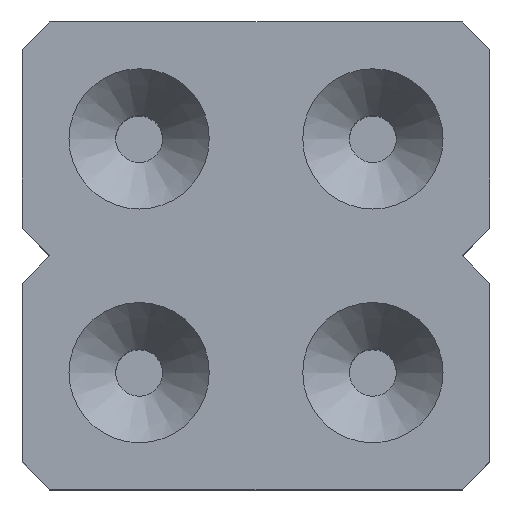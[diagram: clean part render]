
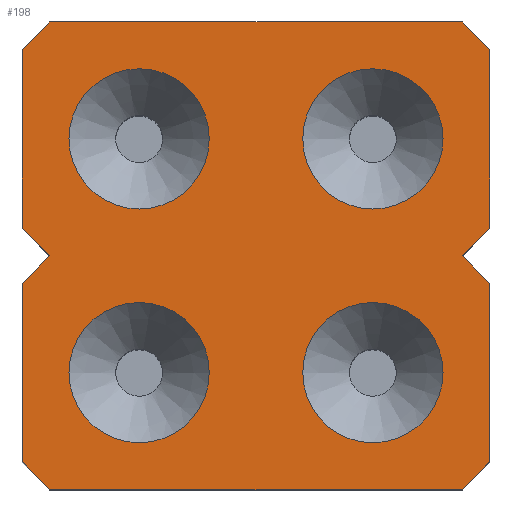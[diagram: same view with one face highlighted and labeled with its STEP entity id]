
A CAD part, top view. The second image highlights one B-rep face of the part: STEP entity #198.
In plain terms, the highlighted planar face has unit normal (0, 0, 1).
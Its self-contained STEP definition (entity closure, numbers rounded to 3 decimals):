
#13=DIRECTION('',(0.,0.,1.));
#24=VERTEX_POINT('',#25);
#25=CARTESIAN_POINT('',(-0.97,-3.81,4.2));
#28=ORIENTED_EDGE('',*,*,#29,.T.);
#29=EDGE_CURVE('',#24,#30,#32,.T.);
#30=VERTEX_POINT('',#31);
#31=CARTESIAN_POINT('',(-1.27,-3.51,4.2));
#32=LINE('',#25,#33);
#33=VECTOR('',#34,1.);
#34=DIRECTION('',(-0.707,0.707,0.));
#45=DIRECTION('',(-0.707,-0.707,0.));
#53=VERTEX_POINT('',#54);
#54=CARTESIAN_POINT('',(3.51,-3.81,4.2));
#56=ORIENTED_EDGE('',*,*,#57,.T.);
#57=EDGE_CURVE('',#53,#24,#58,.T.);
#58=LINE('',#54,#59);
#59=VECTOR('',#60,1.);
#60=DIRECTION('',(-1.,0.,0.));
#72=ORIENTED_EDGE('',*,*,#73,.T.);
#73=EDGE_CURVE('',#30,#74,#76,.T.);
#74=VERTEX_POINT('',#75);
#75=CARTESIAN_POINT('',(-1.27,-1.57,4.2));
#76=LINE('',#31,#77);
#77=VECTOR('',#78,1.);
#78=DIRECTION('',(0.,1.,0.));
#89=DIRECTION('',(-1.,0.,0.));
#100=VECTOR('',#101,1.);
#101=DIRECTION('',(0.707,0.707,0.));
#122=VECTOR('',#123,1.);
#123=DIRECTION('',(1.,0.,0.));
#129=VECTOR('',#130,1.);
#130=DIRECTION('',(0.707,-0.707,0.));
#136=VECTOR('',#137,1.);
#137=DIRECTION('',(0.,-1.,0.));
#143=VECTOR('',#45,1.);
#197=DIRECTION('',(-0.,-0.,-1.));
#198=ADVANCED_FACE('',(#199,#254,#267,#280,#293),#306,.F.);
#199=FACE_BOUND('',#200,.F.);
#200=EDGE_LOOP('',(#28,#72,#201,#206,#211,#216,#221,#226,#231,#236,#241,#246,#251,#56));
#201=ORIENTED_EDGE('',*,*,#202,.T.);
#202=EDGE_CURVE('',#74,#203,#205,.T.);
#203=VERTEX_POINT('',#204);
#204=CARTESIAN_POINT('',(-0.97,-1.27,4.2));
#205=LINE('',#75,#100);
#206=ORIENTED_EDGE('',*,*,#207,.T.);
#207=EDGE_CURVE('',#203,#208,#210,.T.);
#208=VERTEX_POINT('',#209);
#209=CARTESIAN_POINT('',(-1.27,-0.97,4.2));
#210=LINE('',#204,#33);
#211=ORIENTED_EDGE('',*,*,#212,.T.);
#212=EDGE_CURVE('',#208,#213,#215,.T.);
#213=VERTEX_POINT('',#214);
#214=CARTESIAN_POINT('',(-1.27,0.97,4.2));
#215=LINE('',#209,#77);
#216=ORIENTED_EDGE('',*,*,#217,.T.);
#217=EDGE_CURVE('',#213,#218,#220,.T.);
#218=VERTEX_POINT('',#219);
#219=CARTESIAN_POINT('',(-0.97,1.27,4.2));
#220=LINE('',#214,#100);
#221=ORIENTED_EDGE('',*,*,#222,.T.);
#222=EDGE_CURVE('',#218,#223,#225,.T.);
#223=VERTEX_POINT('',#224);
#224=CARTESIAN_POINT('',(3.51,1.27,4.2));
#225=LINE('',#219,#122);
#226=ORIENTED_EDGE('',*,*,#227,.T.);
#227=EDGE_CURVE('',#223,#228,#230,.T.);
#228=VERTEX_POINT('',#229);
#229=CARTESIAN_POINT('',(3.81,0.97,4.2));
#230=LINE('',#224,#129);
#231=ORIENTED_EDGE('',*,*,#232,.T.);
#232=EDGE_CURVE('',#228,#233,#235,.T.);
#233=VERTEX_POINT('',#234);
#234=CARTESIAN_POINT('',(3.81,-0.97,4.2));
#235=LINE('',#229,#136);
#236=ORIENTED_EDGE('',*,*,#237,.T.);
#237=EDGE_CURVE('',#233,#238,#240,.T.);
#238=VERTEX_POINT('',#239);
#239=CARTESIAN_POINT('',(3.51,-1.27,4.2));
#240=LINE('',#234,#143);
#241=ORIENTED_EDGE('',*,*,#242,.T.);
#242=EDGE_CURVE('',#238,#243,#245,.T.);
#243=VERTEX_POINT('',#244);
#244=CARTESIAN_POINT('',(3.81,-1.57,4.2));
#245=LINE('',#239,#129);
#246=ORIENTED_EDGE('',*,*,#247,.T.);
#247=EDGE_CURVE('',#243,#248,#250,.T.);
#248=VERTEX_POINT('',#249);
#249=CARTESIAN_POINT('',(3.81,-3.51,4.2));
#250=LINE('',#244,#136);
#251=ORIENTED_EDGE('',*,*,#252,.T.);
#252=EDGE_CURVE('',#248,#53,#253,.T.);
#253=LINE('',#249,#143);
#254=FACE_BOUND('',#255,.F.);
#255=EDGE_LOOP('',(#256,#265));
#256=ORIENTED_EDGE('',*,*,#257,.T.);
#257=EDGE_CURVE('',#258,#260,#262,.T.);
#258=VERTEX_POINT('',#259);
#259=CARTESIAN_POINT('',(3.302,-2.54,4.2));
#260=VERTEX_POINT('',#261);
#261=CARTESIAN_POINT('',(1.778,-2.54,4.2));
#262=CIRCLE('',#263,0.762);
#263=AXIS2_PLACEMENT_3D('',#264,#13,#123);
#264=CARTESIAN_POINT('',(2.54,-2.54,4.2));
#265=ORIENTED_EDGE('',*,*,#266,.T.);
#266=EDGE_CURVE('',#260,#258,#262,.T.);
#267=FACE_BOUND('',#268,.F.);
#268=EDGE_LOOP('',(#269,#278));
#269=ORIENTED_EDGE('',*,*,#270,.T.);
#270=EDGE_CURVE('',#271,#273,#275,.T.);
#271=VERTEX_POINT('',#272);
#272=CARTESIAN_POINT('',(0.762,-2.54,4.2));
#273=VERTEX_POINT('',#274);
#274=CARTESIAN_POINT('',(-0.762,-2.54,4.2));
#275=CIRCLE('',#276,0.762);
#276=AXIS2_PLACEMENT_3D('',#277,#13,#123);
#277=CARTESIAN_POINT('',(0.,-2.54,4.2));
#278=ORIENTED_EDGE('',*,*,#279,.T.);
#279=EDGE_CURVE('',#273,#271,#275,.T.);
#280=FACE_BOUND('',#281,.F.);
#281=EDGE_LOOP('',(#282,#291));
#282=ORIENTED_EDGE('',*,*,#283,.T.);
#283=EDGE_CURVE('',#284,#286,#288,.T.);
#284=VERTEX_POINT('',#285);
#285=CARTESIAN_POINT('',(3.302,0.,4.2));
#286=VERTEX_POINT('',#287);
#287=CARTESIAN_POINT('',(1.778,0.,4.2));
#288=CIRCLE('',#289,0.762);
#289=AXIS2_PLACEMENT_3D('',#290,#13,#123);
#290=CARTESIAN_POINT('',(2.54,0.,4.2));
#291=ORIENTED_EDGE('',*,*,#292,.T.);
#292=EDGE_CURVE('',#286,#284,#288,.T.);
#293=FACE_BOUND('',#294,.F.);
#294=EDGE_LOOP('',(#295,#304));
#295=ORIENTED_EDGE('',*,*,#296,.T.);
#296=EDGE_CURVE('',#297,#299,#301,.T.);
#297=VERTEX_POINT('',#298);
#298=CARTESIAN_POINT('',(0.762,0.,4.2));
#299=VERTEX_POINT('',#300);
#300=CARTESIAN_POINT('',(-0.762,0.,4.2));
#301=CIRCLE('',#302,0.762);
#302=AXIS2_PLACEMENT_3D('',#303,#13,#123);
#303=CARTESIAN_POINT('',(0.,0.,4.2));
#304=ORIENTED_EDGE('',*,*,#305,.T.);
#305=EDGE_CURVE('',#299,#297,#301,.T.);
#306=PLANE('',#307);
#307=AXIS2_PLACEMENT_3D('',#308,#197,#89);
#308=CARTESIAN_POINT('',(1.27,-1.27,4.2));
